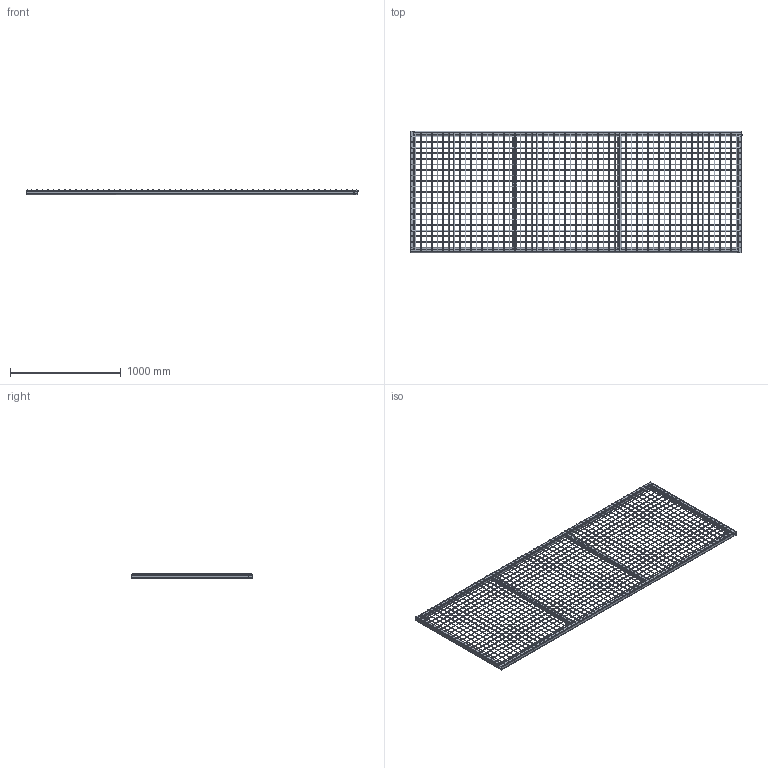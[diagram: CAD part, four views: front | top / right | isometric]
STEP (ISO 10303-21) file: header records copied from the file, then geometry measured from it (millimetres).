
FILE_DESCRIPTION (( 'STEP AP214' ), '1' );
FILE_NAME ('SIDEGUARD.STEP', '2025-01-30T11:32:12', ( '' ), ( '' ), 'SwSTEP 2.0', 'SolidWorks 2021', '' );
FILE_SCHEMA (( 'AUTOMOTIVE_DESIGN' ));
Length unit declared in the file: millimetre
Products named in the file (5): DÝKEY; YATAY; 3000_KARKAS_Varsay�lan<Makinelenmi� Olarak>; 3000_TEL; SIDEGUARD
Assembly tree (4 placements, depth 3):
  SIDEGUARD
    3000_KARKAS_Varsay�lan<Makinelenmi� Olarak>
    3000_TEL
      DÝKEY
      YATAY
Bounding box: 3000 x 1100 x 50.69 mm (x, y, z)
Volume: 7874757 mm3; surface area: 4693139.6 mm2
Topology: 86 solids, 86 shells, 443 faces, 788 edges, 512 vertices
Faces by surface type: plane 225, cylinder 218
Entity records: 12049 total; most frequent: CARTESIAN_POINT 2151, DIRECTION 2026, ORIENTED_EDGE 1576, AXIS2_PLACEMENT_3D 827, EDGE_CURVE 788, VERTEX_POINT 512, EDGE_LOOP 450, ADVANCED_FACE 443
